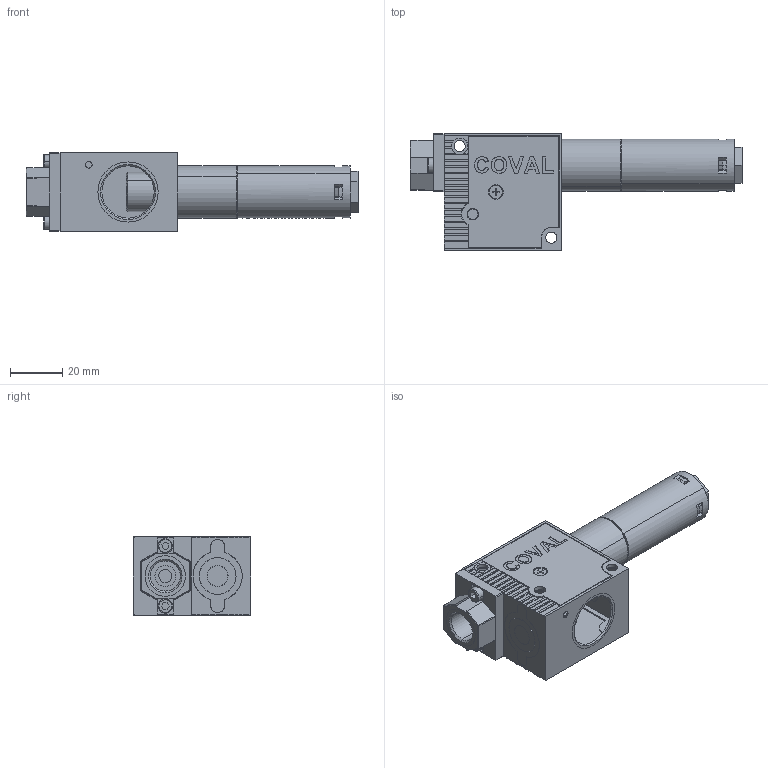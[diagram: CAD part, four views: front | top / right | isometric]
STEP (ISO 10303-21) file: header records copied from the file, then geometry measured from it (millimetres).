
FILE_DESCRIPTION(('STEP AP214'),'1');
FILE_NAME('COVAL_GVP12NS14.stp','2017-12-27T14:31:52',('TraceParts'),('TraceParts S.A.'),'Spatial InterOp 3D',' ',' ');
FILE_SCHEMA(('automotive_design'));
Length unit declared in the file: millimetre
Products named in the file (4): COVAL_GVP12NS14_1; COVAL_GVP12NS14_2; COVAL_GVP12NS14_3; COVAL_GVP12NS14_4
Bounding box: 126.9 x 45 x 30 mm (x, y, z)
Volume: 30952.3 mm3; surface area: 35733.4 mm2
Topology: 20 solids, 20 shells, 790 faces, 2113 edges, 1390 vertices
Faces by surface type: plane 508, cylinder 185, cone 70, bspline 19, sphere 4, torus 4
Entity records: 33220 total; most frequent: CARTESIAN_POINT 6338, ORIENTED_EDGE 4226, DIRECTION 4199, EDGE_CURVE 2113, LINE 1413, VECTOR 1413, AXIS2_PLACEMENT_3D 1393, VERTEX_POINT 1390
